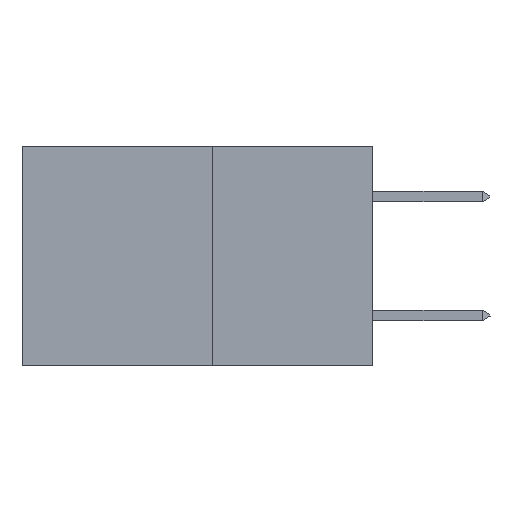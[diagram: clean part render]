
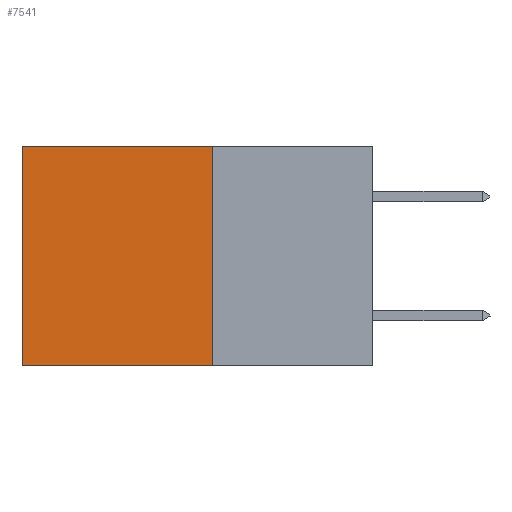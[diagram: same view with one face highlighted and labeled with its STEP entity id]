
A CAD part, left-side view. The second image highlights one B-rep face of the part: STEP entity #7541.
In plain terms, the highlighted planar face has unit normal (-1, 0, 0).
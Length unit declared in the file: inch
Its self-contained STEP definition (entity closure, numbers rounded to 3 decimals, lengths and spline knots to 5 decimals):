
#50 = VERTEX_POINT ( 'NONE', #2279 ) ;
#399 = ORIENTED_EDGE ( 'NONE', *, *, #10577, .T. ) ;
#636 = VECTOR ( 'NONE', #7645, 39.37008 ) ;
#863 = ORIENTED_EDGE ( 'NONE', *, *, #2102, .F. ) ;
#1456 = ORIENTED_EDGE ( 'NONE', *, *, #5446, .F. ) ;
#1627 = ORIENTED_EDGE ( 'NONE', *, *, #9727, .T. ) ;
#2102 = EDGE_CURVE ( 'NONE', #9810, #9328, #4176, .T. ) ;
#2132 = CARTESIAN_POINT ( 'NONE',  ( 0.277, 0.27, -0.37 ) ) ;
#2188 = DIRECTION ( 'NONE',  ( 0., 1., 0. ) ) ;
#2279 = CARTESIAN_POINT ( 'NONE',  ( 0.277, 0.27, 0. ) ) ;
#2326 = CARTESIAN_POINT ( 'NONE',  ( 0.277, 0.59, 0. ) ) ;
#2600 = CARTESIAN_POINT ( 'NONE',  ( 0.277, 0.59, -0.37 ) ) ;
#3072 = LINE ( 'NONE', #8083, #4692 ) ;
#3639 = DIRECTION ( 'NONE',  ( 1., 0., 0. ) ) ;
#4176 = LINE ( 'NONE', #2132, #9999 ) ;
#4692 = VECTOR ( 'NONE', #7332, 39.37008 ) ;
#5296 = AXIS2_PLACEMENT_3D ( 'NONE', #9457, #3639, #6208 ) ;
#5301 = PLANE ( 'NONE',  #5296 ) ;
#5446 = EDGE_CURVE ( 'NONE', #50, #9810, #5749, .T. ) ;
#5464 = VECTOR ( 'NONE', #6801, 39.37008 ) ;
#5749 = LINE ( 'NONE', #7079, #5464 ) ;
#6208 = DIRECTION ( 'NONE',  ( 0., 0., -1. ) ) ;
#6560 = CARTESIAN_POINT ( 'NONE',  ( 0.277, 0.27, -0.37 ) ) ;
#6801 = DIRECTION ( 'NONE',  ( 0., 0., -1. ) ) ;
#7079 = CARTESIAN_POINT ( 'NONE',  ( 0.277, 0.27, -0.37 ) ) ;
#7097 = VERTEX_POINT ( 'NONE', #2326 ) ;
#7332 = DIRECTION ( 'NONE',  ( 0., 1., 0. ) ) ;
#7541 = ADVANCED_FACE ( 'NONE', ( #9220 ), #5301, .F. ) ;
#7645 = DIRECTION ( 'NONE',  ( 0., 0., -1. ) ) ;
#7942 = EDGE_LOOP ( 'NONE', ( #399, #863, #1456, #1627 ) ) ;
#8083 = CARTESIAN_POINT ( 'NONE',  ( 0.277, 0.27, 0. ) ) ;
#8445 = CARTESIAN_POINT ( 'NONE',  ( 0.277, 0.59, -0.37 ) ) ;
#9220 = FACE_OUTER_BOUND ( 'NONE', #7942, .T. ) ;
#9328 = VERTEX_POINT ( 'NONE', #8445 ) ;
#9405 = LINE ( 'NONE', #2600, #636 ) ;
#9457 = CARTESIAN_POINT ( 'NONE',  ( 0.277, 0.27, -0.37 ) ) ;
#9727 = EDGE_CURVE ( 'NONE', #50, #7097, #3072, .T. ) ;
#9810 = VERTEX_POINT ( 'NONE', #6560 ) ;
#9999 = VECTOR ( 'NONE', #2188, 39.37008 ) ;
#10577 = EDGE_CURVE ( 'NONE', #7097, #9328, #9405, .T. ) ;
